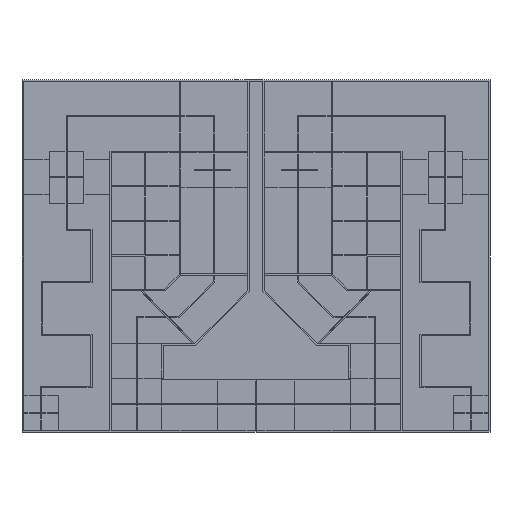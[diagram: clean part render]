
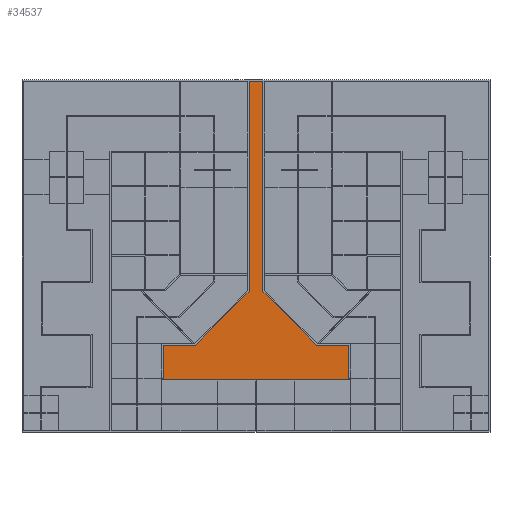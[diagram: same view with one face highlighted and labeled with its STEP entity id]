
A CAD part, front view. The second image highlights one B-rep face of the part: STEP entity #34537.
In plain terms, the highlighted planar face has unit normal (0, -1, 0).
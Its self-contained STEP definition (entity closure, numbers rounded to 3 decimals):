
#446 = CARTESIAN_POINT ( 'NONE',  ( -135.012, 0., 0. ) ) ;
#1506 = CARTESIAN_POINT ( 'NONE',  ( 0., 0., 0. ) ) ;
#1827 = LINE ( 'NONE', #17302, #48864 ) ;
#2535 = CARTESIAN_POINT ( 'NONE',  ( 0., 0., 5261.166 ) ) ;
#2905 = CARTESIAN_POINT ( 'NONE',  ( 0., 0., -2288.834 ) ) ;
#3574 = ORIENTED_EDGE ( 'NONE', *, *, #21598, .F. ) ;
#3941 = CARTESIAN_POINT ( 'NONE',  ( -535.012, 0., -759.545 ) ) ;
#4540 = VERTEX_POINT ( 'NONE', #9752 ) ;
#4911 = ORIENTED_EDGE ( 'NONE', *, *, #47867, .T. ) ;
#5436 = ORIENTED_EDGE ( 'NONE', *, *, #19233, .T. ) ;
#5518 = LINE ( 'NONE', #2905, #44450 ) ;
#5612 = EDGE_CURVE ( 'NONE', #4540, #11843, #5518, .T. ) ;
#5693 = CARTESIAN_POINT ( 'NONE',  ( -135.012, 0., 5261.166 ) ) ;
#5874 = LINE ( 'NONE', #44616, #35513 ) ;
#5892 = EDGE_CURVE ( 'NONE', #4540, #22006, #17572, .T. ) ;
#6290 = LINE ( 'NONE', #37352, #33155 ) ;
#6392 = VECTOR ( 'NONE', #14337, 1000. ) ;
#8476 = CARTESIAN_POINT ( 'NONE',  ( 2314.988, 0., -3288.834 ) ) ;
#9515 = VERTEX_POINT ( 'NONE', #20777 ) ;
#9752 = CARTESIAN_POINT ( 'NONE',  ( 2314.988, 0., -2288.834 ) ) ;
#11843 = VERTEX_POINT ( 'NONE', #35957 ) ;
#11901 = LINE ( 'NONE', #446, #36040 ) ;
#13298 = CARTESIAN_POINT ( 'NONE',  ( -2985.012, 0., -3288.834 ) ) ;
#13660 = DIRECTION ( 'NONE',  ( 0., 0., 1. ) ) ;
#14091 = ORIENTED_EDGE ( 'NONE', *, *, #38692, .T. ) ;
#14337 = DIRECTION ( 'NONE',  ( 0., 0., -1. ) ) ;
#15948 = EDGE_CURVE ( 'NONE', #24581, #50406, #11901, .T. ) ;
#17302 = CARTESIAN_POINT ( 'NONE',  ( 0., 0., -2288.834 ) ) ;
#17400 = LINE ( 'NONE', #22216, #41318 ) ;
#17489 = DIRECTION ( 'NONE',  ( -1., 0., 0. ) ) ;
#17572 = LINE ( 'NONE', #44898, #20865 ) ;
#18952 = ORIENTED_EDGE ( 'NONE', *, *, #15948, .F. ) ;
#19233 = EDGE_CURVE ( 'NONE', #42585, #30060, #5874, .T. ) ;
#20777 = CARTESIAN_POINT ( 'NONE',  ( -2064.301, 0., -2288.834 ) ) ;
#20821 = DIRECTION ( 'NONE',  ( -0.707, 0., 0.707 ) ) ;
#20865 = VECTOR ( 'NONE', #22137, 1000. ) ;
#21598 = EDGE_CURVE ( 'NONE', #46483, #9515, #1827, .T. ) ;
#22006 = VERTEX_POINT ( 'NONE', #8476 ) ;
#22137 = DIRECTION ( 'NONE',  ( 0., 0., -1. ) ) ;
#22216 = CARTESIAN_POINT ( 'NONE',  ( 0., 0., -3288.834 ) ) ;
#22259 = CARTESIAN_POINT ( 'NONE',  ( -2985.012, 0., 0. ) ) ;
#23704 = CARTESIAN_POINT ( 'NONE',  ( -2985.012, 0., -2288.834 ) ) ;
#23730 = VECTOR ( 'NONE', #30947, 1000. ) ;
#24516 = ORIENTED_EDGE ( 'NONE', *, *, #5892, .F. ) ;
#24581 = VERTEX_POINT ( 'NONE', #5693 ) ;
#25848 = ORIENTED_EDGE ( 'NONE', *, *, #26707, .T. ) ;
#26707 = EDGE_CURVE ( 'NONE', #24581, #42585, #36871, .T. ) ;
#27412 = DIRECTION ( 'NONE',  ( 0., 0., -1. ) ) ;
#28171 = PLANE ( 'NONE',  #42907 ) ;
#28624 = EDGE_LOOP ( 'NONE', ( #4911, #24516, #41685, #32538, #18952, #25848, #5436, #29991, #3574, #14091 ) ) ;
#29991 = ORIENTED_EDGE ( 'NONE', *, *, #43983, .F. ) ;
#30060 = VERTEX_POINT ( 'NONE', #3941 ) ;
#30387 = LINE ( 'NONE', #22259, #6392 ) ;
#30947 = DIRECTION ( 'NONE',  ( 0.707, 0., 0.707 ) ) ;
#32534 = DIRECTION ( 'NONE',  ( 0., 1., 0. ) ) ;
#32538 = ORIENTED_EDGE ( 'NONE', *, *, #34984, .T. ) ;
#32751 = DIRECTION ( 'NONE',  ( -1., 0., 0. ) ) ;
#32959 = DIRECTION ( 'NONE',  ( 1., 0., 0. ) ) ;
#33111 = DIRECTION ( 'NONE',  ( 0., 0., -1. ) ) ;
#33155 = VECTOR ( 'NONE', #20821, 1000. ) ;
#34537 = ADVANCED_FACE ( 'NONE', ( #47878 ), #28171, .F. ) ;
#34984 = EDGE_CURVE ( 'NONE', #11843, #50406, #6290, .T. ) ;
#35072 = CARTESIAN_POINT ( 'NONE',  ( -135.012, 0., -759.545 ) ) ;
#35513 = VECTOR ( 'NONE', #33111, 1000. ) ;
#35957 = CARTESIAN_POINT ( 'NONE',  ( 1394.277, 0., -2288.834 ) ) ;
#36040 = VECTOR ( 'NONE', #27412, 1000. ) ;
#36871 = LINE ( 'NONE', #2535, #43855 ) ;
#37154 = VERTEX_POINT ( 'NONE', #13298 ) ;
#37352 = CARTESIAN_POINT ( 'NONE',  ( -447.278, 0., -447.278 ) ) ;
#38601 = LINE ( 'NONE', #42187, #23730 ) ;
#38692 = EDGE_CURVE ( 'NONE', #46483, #37154, #30387, .T. ) ;
#41318 = VECTOR ( 'NONE', #32959, 1000. ) ;
#41685 = ORIENTED_EDGE ( 'NONE', *, *, #5612, .T. ) ;
#42187 = CARTESIAN_POINT ( 'NONE',  ( 112.266, 0., -112.266 ) ) ;
#42585 = VERTEX_POINT ( 'NONE', #47727 ) ;
#42907 = AXIS2_PLACEMENT_3D ( 'NONE', #1506, #32534, #13660 ) ;
#43855 = VECTOR ( 'NONE', #17489, 1000. ) ;
#43983 = EDGE_CURVE ( 'NONE', #9515, #30060, #38601, .T. ) ;
#44450 = VECTOR ( 'NONE', #32751, 1000. ) ;
#44616 = CARTESIAN_POINT ( 'NONE',  ( -535.012, 0., 0. ) ) ;
#44898 = CARTESIAN_POINT ( 'NONE',  ( 2314.988, 0., 0. ) ) ;
#46483 = VERTEX_POINT ( 'NONE', #23704 ) ;
#47727 = CARTESIAN_POINT ( 'NONE',  ( -535.012, 0., 5261.166 ) ) ;
#47867 = EDGE_CURVE ( 'NONE', #37154, #22006, #17400, .T. ) ;
#47878 = FACE_OUTER_BOUND ( 'NONE', #28624, .T. ) ;
#48864 = VECTOR ( 'NONE', #48957, 1000. ) ;
#48957 = DIRECTION ( 'NONE',  ( 1., 0., 0. ) ) ;
#50406 = VERTEX_POINT ( 'NONE', #35072 ) ;
